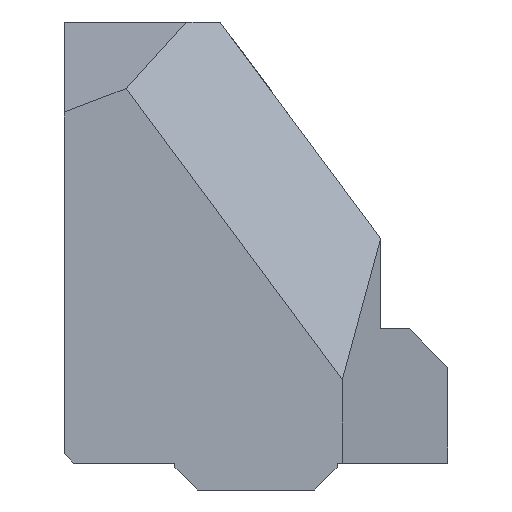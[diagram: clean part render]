
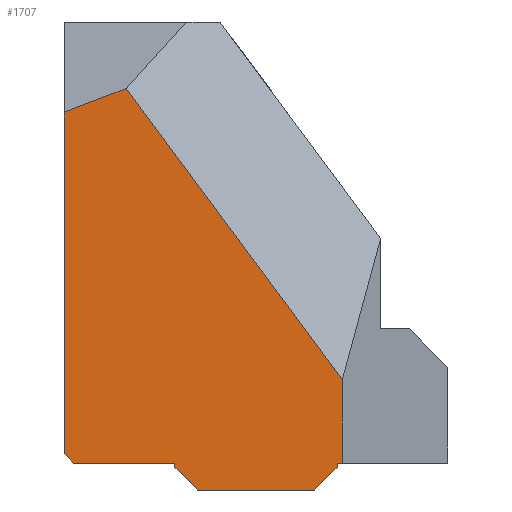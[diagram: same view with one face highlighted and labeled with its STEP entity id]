
A CAD part, left-side view. The second image highlights one B-rep face of the part: STEP entity #1707.
In plain terms, the highlighted planar face has unit normal (-1, 0, 0).
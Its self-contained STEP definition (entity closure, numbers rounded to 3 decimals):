
#132=FACE_OUTER_BOUND('',#231,.T.);
#231=EDGE_LOOP('',(#1405,#1406,#1407,#1408,#1409,#1410,#1411,#1412,#1413,
#1414,#1415,#1416));
#352=LINE('',#2529,#563);
#356=LINE('',#2536,#567);
#396=LINE('',#2705,#607);
#400=LINE('',#2712,#611);
#410=LINE('',#2736,#621);
#418=LINE('',#2751,#629);
#430=LINE('',#2772,#641);
#432=LINE('',#2776,#643);
#433=LINE('',#2778,#644);
#434=LINE('',#2780,#645);
#435=LINE('',#2782,#646);
#436=LINE('',#2783,#647);
#563=VECTOR('',#2072,10.);
#567=VECTOR('',#2078,10.);
#607=VECTOR('',#2148,10.);
#611=VECTOR('',#2154,10.);
#621=VECTOR('',#2172,10.);
#629=VECTOR('',#2184,10.);
#641=VECTOR('',#2204,10.);
#643=VECTOR('',#2208,10.);
#644=VECTOR('',#2209,10.);
#645=VECTOR('',#2210,10.);
#646=VECTOR('',#2211,10.);
#647=VECTOR('',#2212,10.);
#754=VERTEX_POINT('',#2526);
#755=VERTEX_POINT('',#2528);
#757=VERTEX_POINT('',#2534);
#794=VERTEX_POINT('',#2703);
#795=VERTEX_POINT('',#2704);
#807=VERTEX_POINT('',#2735);
#812=VERTEX_POINT('',#2750);
#817=VERTEX_POINT('',#2771);
#818=VERTEX_POINT('',#2775);
#819=VERTEX_POINT('',#2777);
#820=VERTEX_POINT('',#2779);
#821=VERTEX_POINT('',#2781);
#943=EDGE_CURVE('',#754,#755,#352,.T.);
#947=EDGE_CURVE('',#757,#754,#356,.T.);
#997=EDGE_CURVE('',#794,#795,#396,.T.);
#1001=EDGE_CURVE('',#755,#795,#400,.T.);
#1013=EDGE_CURVE('',#794,#807,#410,.T.);
#1021=EDGE_CURVE('',#807,#812,#418,.T.);
#1033=EDGE_CURVE('',#812,#817,#430,.T.);
#1035=EDGE_CURVE('',#818,#757,#432,.T.);
#1036=EDGE_CURVE('',#819,#818,#433,.T.);
#1037=EDGE_CURVE('',#820,#819,#434,.T.);
#1038=EDGE_CURVE('',#821,#820,#435,.T.);
#1039=EDGE_CURVE('',#817,#821,#436,.T.);
#1405=ORIENTED_EDGE('',*,*,#943,.F.);
#1406=ORIENTED_EDGE('',*,*,#947,.F.);
#1407=ORIENTED_EDGE('',*,*,#1035,.F.);
#1408=ORIENTED_EDGE('',*,*,#1036,.F.);
#1409=ORIENTED_EDGE('',*,*,#1037,.F.);
#1410=ORIENTED_EDGE('',*,*,#1038,.F.);
#1411=ORIENTED_EDGE('',*,*,#1039,.F.);
#1412=ORIENTED_EDGE('',*,*,#1033,.F.);
#1413=ORIENTED_EDGE('',*,*,#1021,.F.);
#1414=ORIENTED_EDGE('',*,*,#1013,.F.);
#1415=ORIENTED_EDGE('',*,*,#997,.T.);
#1416=ORIENTED_EDGE('',*,*,#1001,.F.);
#1616=PLANE('',#1836);
#1707=ADVANCED_FACE('',(#132),#1616,.T.);
#1836=AXIS2_PLACEMENT_3D('',#2774,#2206,#2207);
#2072=DIRECTION('',(0.,0.707,0.707));
#2078=DIRECTION('',(0.,1.,0.));
#2148=DIRECTION('',(0.,0.935,-0.354));
#2154=DIRECTION('',(0.,0.,1.));
#2172=DIRECTION('',(0.,-0.596,-0.803));
#2184=DIRECTION('',(0.,0.,-1.));
#2204=DIRECTION('',(0.,1.,0.));
#2206=DIRECTION('center_axis',(-1.,0.,0.));
#2207=DIRECTION('ref_axis',(0.,1.,0.));
#2208=DIRECTION('',(0.,0.,1.));
#2209=DIRECTION('',(0.,0.707,0.707));
#2210=DIRECTION('',(0.,1.,0.));
#2211=DIRECTION('',(0.,0.707,-0.707));
#2212=DIRECTION('',(0.,0.,-1.));
#2526=CARTESIAN_POINT('',(0.,19.5,-5.));
#2528=CARTESIAN_POINT('',(0.,20.,-4.5));
#2529=CARTESIAN_POINT('',(0.,16.,-8.5));
#2534=CARTESIAN_POINT('',(0.,14.225,-5.));
#2536=CARTESIAN_POINT('',(0.,0.,-5.));
#2703=CARTESIAN_POINT('',(0.,16.77,14.532));
#2704=CARTESIAN_POINT('',(0.,20.,13.308));
#2705=CARTESIAN_POINT('',(0.,9.677,17.22));
#2712=CARTESIAN_POINT('',(0.,20.,0.));
#2735=CARTESIAN_POINT('',(0.,5.5,-0.657));
#2736=CARTESIAN_POINT('',(0.,8.59,3.507));
#2750=CARTESIAN_POINT('',(0.,5.5,-5.));
#2751=CARTESIAN_POINT('',(0.,5.5,0.));
#2771=CARTESIAN_POINT('',(0.,5.775,-5.));
#2772=CARTESIAN_POINT('',(0.,0.,-5.));
#2774=CARTESIAN_POINT('Origin',(0.,0.,0.));
#2775=CARTESIAN_POINT('',(0.,14.225,-5.225));
#2776=CARTESIAN_POINT('',(0.,14.225,-5.35));
#2777=CARTESIAN_POINT('',(0.,13.05,-6.4));
#2778=CARTESIAN_POINT('',(0.,13.05,-6.4));
#2779=CARTESIAN_POINT('',(0.,6.95,-6.4));
#2780=CARTESIAN_POINT('',(0.,11.525,-6.4));
#2781=CARTESIAN_POINT('',(0.,5.775,-5.225));
#2782=CARTESIAN_POINT('',(0.,7.537,-6.988));
#2783=CARTESIAN_POINT('',(0.,5.775,-5.463));
